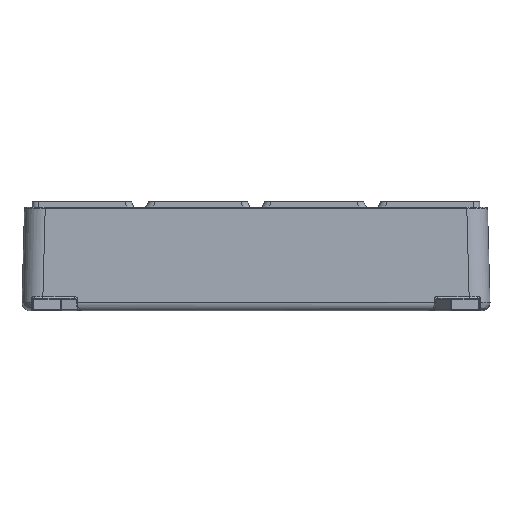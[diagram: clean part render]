
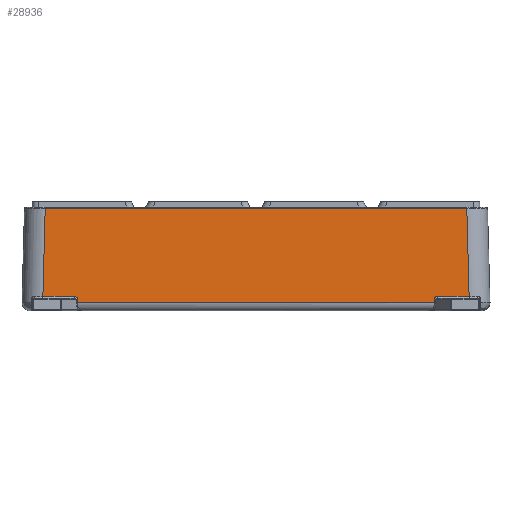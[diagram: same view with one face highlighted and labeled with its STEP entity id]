
A CAD part, front view. The second image highlights one B-rep face of the part: STEP entity #28936.
In plain terms, the highlighted planar face has unit normal (0, -1, 0.026).
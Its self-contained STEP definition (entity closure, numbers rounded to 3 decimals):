
#370=ELLIPSE('',#30883,0.108,0.094);
#373=ELLIPSE('',#30895,0.108,0.094);
#897=LINE('',#47182,#2346);
#1092=LINE('',#48696,#2541);
#1093=LINE('',#48721,#2542);
#1095=LINE('',#48752,#2544);
#1133=LINE('',#49679,#2582);
#1134=LINE('',#49683,#2583);
#1135=LINE('',#49685,#2584);
#1136=LINE('',#49686,#2585);
#2346=VECTOR('',#35172,0.036);
#2541=VECTOR('',#35975,0.944);
#2542=VECTOR('',#35982,0.036);
#2544=VECTOR('',#35998,0.944);
#2582=VECTOR('',#36298,10.783);
#2583=VECTOR('',#36303,2.661);
#2584=VECTOR('',#36304,12.713);
#2585=VECTOR('',#36305,2.661);
#3584=PLANE('',#31338);
#5215=FACE_OUTER_BOUND('',#7206,.T.);
#7206=EDGE_LOOP('',(#19898,#19899,#19900,#19901,#19902,#19903,#19904,#19905,
#19906,#19907));
#11769=VERTEX_POINT('',#46933);
#11776=VERTEX_POINT('',#46998);
#11785=VERTEX_POINT('',#47160);
#11788=VERTEX_POINT('',#47181);
#11791=VERTEX_POINT('',#47223);
#12094=VERTEX_POINT('',#48694);
#12095=VERTEX_POINT('',#48719);
#12097=VERTEX_POINT('',#48748);
#12134=VERTEX_POINT('',#49682);
#12135=VERTEX_POINT('',#49684);
#14373=EDGE_CURVE('',#11769,#11776,#370,.T.);
#14388=EDGE_CURVE('',#11785,#11788,#897,.T.);
#14393=EDGE_CURVE('',#11791,#11785,#373,.T.);
#14821=EDGE_CURVE('',#11776,#12094,#1092,.T.);
#14824=EDGE_CURVE('',#12095,#11769,#1093,.T.);
#14830=EDGE_CURVE('',#12097,#11791,#1095,.T.);
#14950=EDGE_CURVE('',#11788,#12095,#1133,.T.);
#14952=EDGE_CURVE('',#12134,#12097,#1134,.T.);
#14953=EDGE_CURVE('',#12135,#12134,#1135,.T.);
#14954=EDGE_CURVE('',#12094,#12135,#1136,.T.);
#19898=ORIENTED_EDGE('',*,*,#14373,.F.);
#19899=ORIENTED_EDGE('',*,*,#14824,.F.);
#19900=ORIENTED_EDGE('',*,*,#14950,.F.);
#19901=ORIENTED_EDGE('',*,*,#14388,.F.);
#19902=ORIENTED_EDGE('',*,*,#14393,.F.);
#19903=ORIENTED_EDGE('',*,*,#14830,.F.);
#19904=ORIENTED_EDGE('',*,*,#14952,.F.);
#19905=ORIENTED_EDGE('',*,*,#14953,.F.);
#19906=ORIENTED_EDGE('',*,*,#14954,.F.);
#19907=ORIENTED_EDGE('',*,*,#14821,.F.);
#28936=ADVANCED_FACE('',(#5215),#3584,.T.);
#30883=AXIS2_PLACEMENT_3D('',#46999,#35152,#35153);
#30895=AXIS2_PLACEMENT_3D('',#47225,#35180,#35181);
#31338=AXIS2_PLACEMENT_3D('',#49681,#36301,#36302);
#35152=DIRECTION('center_axis',(0.,-1.,
0.026));
#35153=DIRECTION('ref_axis',(0.999,0.001,0.045));
#35172=DIRECTION('',(-0.015,-0.026,-1.));
#35180=DIRECTION('center_axis',(0.,-1.,
0.026));
#35181=DIRECTION('ref_axis',(-0.999,0.001,0.045));
#35975=DIRECTION('',(-1.,0.,0.));
#35982=DIRECTION('',(-0.015,0.026,1.));
#35998=DIRECTION('',(-1.,0.,0.));
#36298=DIRECTION('',(-1.,0.,0.));
#36301=DIRECTION('center_axis',(0.,-1.,
0.026));
#36302=DIRECTION('ref_axis',(-1.,0.,0.));
#36303=DIRECTION('',(0.026,-0.026,-0.999));
#36304=DIRECTION('',(1.,0.,0.));
#36305=DIRECTION('',(0.026,0.026,0.999));
#46933=CARTESIAN_POINT('',(-0.142,-7.742,-3.083));
#46998=CARTESIAN_POINT('',(-0.232,-7.739,-2.939));
#46999=CARTESIAN_POINT('Origin',(-0.233,-7.741,-3.033));
#47160=CARTESIAN_POINT('',(10.642,-7.742,-3.083));
#47181=CARTESIAN_POINT('',(10.642,-7.743,-3.118));
#47182=CARTESIAN_POINT('',(10.66,-7.711,-1.88));
#47223=CARTESIAN_POINT('',(10.732,-7.739,-2.939));
#47225=CARTESIAN_POINT('Origin',(10.733,-7.741,-3.033));
#48694=CARTESIAN_POINT('',(-1.176,-7.739,-2.939));
#48696=CARTESIAN_POINT('',(0.492,-7.739,-2.939));
#48719=CARTESIAN_POINT('',(-0.142,-7.743,-3.118));
#48721=CARTESIAN_POINT('',(-0.161,-7.71,-1.835));
#48748=CARTESIAN_POINT('',(11.676,-7.739,-2.939));
#48752=CARTESIAN_POINT('',(6.57,-7.739,-2.939));
#49679=CARTESIAN_POINT('',(6.156,-7.743,-3.118));
#49681=CARTESIAN_POINT('Origin',(1.813,-7.668,-0.251));
#49682=CARTESIAN_POINT('',(11.607,-7.669,-0.28));
#49683=CARTESIAN_POINT('',(11.599,-7.662,0.003));
#49684=CARTESIAN_POINT('',(-1.107,-7.669,-0.28));
#49685=CARTESIAN_POINT('',(0.906,-7.669,-0.28));
#49686=CARTESIAN_POINT('',(-1.103,-7.666,-0.155));
